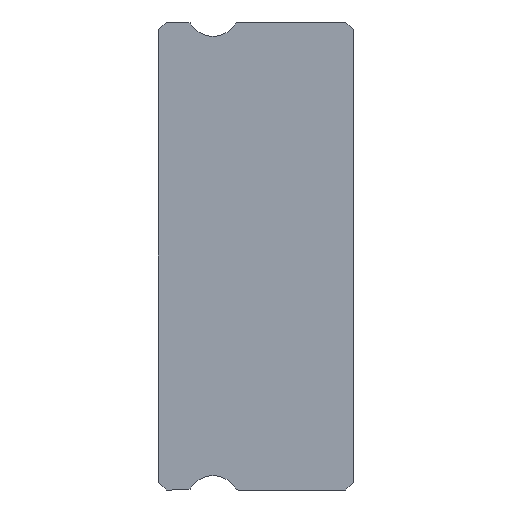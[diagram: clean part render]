
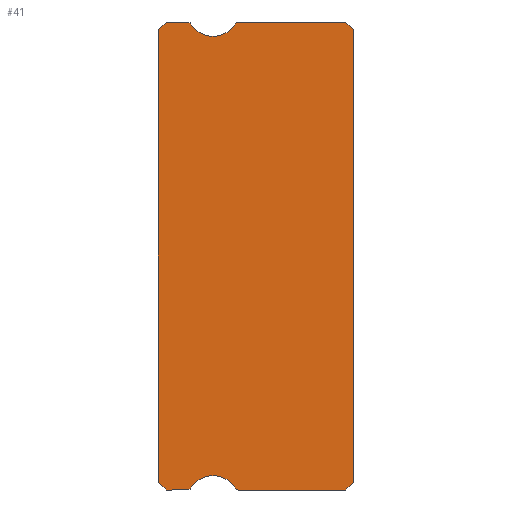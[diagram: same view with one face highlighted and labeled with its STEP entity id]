
A CAD part, left-side view. The second image highlights one B-rep face of the part: STEP entity #41.
In plain terms, the highlighted planar face has unit normal (-1, 0, 0).
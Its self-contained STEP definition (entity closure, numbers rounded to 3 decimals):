
#4 = CARTESIAN_POINT ( 'NONE',  ( -15., 5.4, -9.45 ) ) ;
#8 = DIRECTION ( 'NONE',  ( 0., 0., -1. ) ) ;
#28 = CARTESIAN_POINT ( 'NONE',  ( -15., 7.5, 8.7 ) ) ;
#41 = ADVANCED_FACE ( 'NONE', ( #1330 ), #660, .F. ) ;
#46 = LINE ( 'NONE', #698, #787 ) ;
#47 = ORIENTED_EDGE ( 'NONE', *, *, #349, .F. ) ;
#74 = DIRECTION ( 'NONE',  ( 0., -0.707, -0.707 ) ) ;
#88 = ORIENTED_EDGE ( 'NONE', *, *, #777, .T. ) ;
#89 = CARTESIAN_POINT ( 'NONE',  ( -15., 7.2, -9. ) ) ;
#90 = LINE ( 'NONE', #430, #1398 ) ;
#97 = CARTESIAN_POINT ( 'NONE',  ( -15., 6.381, 9. ) ) ;
#106 = CARTESIAN_POINT ( 'NONE',  ( -15., 5.4, 8.45 ) ) ;
#120 = CARTESIAN_POINT ( 'NONE',  ( -15., 0.3, -9. ) ) ;
#134 = DIRECTION ( 'NONE',  ( -1., 0., 0. ) ) ;
#137 = EDGE_CURVE ( 'NONE', #1261, #1146, #1370, .T. ) ;
#163 = CARTESIAN_POINT ( 'NONE',  ( -15., 0., 8.7 ) ) ;
#165 = EDGE_CURVE ( 'NONE', #649, #272, #786, .T. ) ;
#191 = LINE ( 'NONE', #200, #225 ) ;
#200 = CARTESIAN_POINT ( 'NONE',  ( -15., 6.381, -9. ) ) ;
#213 = VERTEX_POINT ( 'NONE', #1332 ) ;
#219 = ORIENTED_EDGE ( 'NONE', *, *, #487, .F. ) ;
#225 = VECTOR ( 'NONE', #528, 1000. ) ;
#226 = ORIENTED_EDGE ( 'NONE', *, *, #237, .F. ) ;
#229 = LINE ( 'NONE', #1001, #647 ) ;
#235 = CARTESIAN_POINT ( 'NONE',  ( -15., 6.253, 8.928 ) ) ;
#237 = EDGE_CURVE ( 'NONE', #320, #506, #385, .T. ) ;
#252 = LINE ( 'NONE', #679, #1158 ) ;
#272 = VERTEX_POINT ( 'NONE', #28 ) ;
#277 = DIRECTION ( 'NONE',  ( 0., 0., -1. ) ) ;
#307 = CARTESIAN_POINT ( 'NONE',  ( -15., 0., 8.7 ) ) ;
#311 = VECTOR ( 'NONE', #1291, 1000. ) ;
#315 = CARTESIAN_POINT ( 'NONE',  ( -15., 4.547, 8.928 ) ) ;
#320 = VERTEX_POINT ( 'NONE', #947 ) ;
#321 = CARTESIAN_POINT ( 'NONE',  ( -15., 7.2, 9. ) ) ;
#324 = ORIENTED_EDGE ( 'NONE', *, *, #137, .F. ) ;
#330 = LINE ( 'NONE', #307, #836 ) ;
#332 = ORIENTED_EDGE ( 'NONE', *, *, #958, .F. ) ;
#333 = CARTESIAN_POINT ( 'NONE',  ( -15., 6.381, -8.85 ) ) ;
#349 = EDGE_CURVE ( 'NONE', #480, #1190, #46, .T. ) ;
#363 = CIRCLE ( 'NONE', #672, 0.15 ) ;
#385 = CIRCLE ( 'NONE', #1394, 0.15 ) ;
#388 = VERTEX_POINT ( 'NONE', #1223 ) ;
#390 = CIRCLE ( 'NONE', #492, 0.15 ) ;
#421 = CARTESIAN_POINT ( 'NONE',  ( -15., 6.381, -9. ) ) ;
#430 = CARTESIAN_POINT ( 'NONE',  ( -15., 0.3, 9. ) ) ;
#453 = DIRECTION ( 'NONE',  ( 1., 0., 0. ) ) ;
#459 = CARTESIAN_POINT ( 'NONE',  ( -15., 7.5, 8.85 ) ) ;
#461 = CARTESIAN_POINT ( 'NONE',  ( -15., 7.5, -8.7 ) ) ;
#474 = CARTESIAN_POINT ( 'NONE',  ( -15., 5.4, 9.45 ) ) ;
#480 = VERTEX_POINT ( 'NONE', #1150 ) ;
#487 = EDGE_CURVE ( 'NONE', #503, #1176, #252, .T. ) ;
#492 = AXIS2_PLACEMENT_3D ( 'NONE', #1009, #796, #1238 ) ;
#501 = DIRECTION ( 'NONE',  ( 0., 1., 0. ) ) ;
#503 = VERTEX_POINT ( 'NONE', #930 ) ;
#506 = VERTEX_POINT ( 'NONE', #819 ) ;
#528 = DIRECTION ( 'NONE',  ( 0., -1., 0. ) ) ;
#530 = CIRCLE ( 'NONE', #715, 1. ) ;
#543 = CARTESIAN_POINT ( 'NONE',  ( -15., 6.381, 8.85 ) ) ;
#563 = VECTOR ( 'NONE', #501, 1000. ) ;
#566 = DIRECTION ( 'NONE',  ( -1., 0., 0. ) ) ;
#593 = ORIENTED_EDGE ( 'NONE', *, *, #1293, .F. ) ;
#594 = DIRECTION ( 'NONE',  ( 0., 0.707, -0.707 ) ) ;
#605 = DIRECTION ( 'NONE',  ( 0., -1., 0. ) ) ;
#615 = DIRECTION ( 'NONE',  ( 0., 0., -1. ) ) ;
#647 = VECTOR ( 'NONE', #912, 1000. ) ;
#648 = AXIS2_PLACEMENT_3D ( 'NONE', #474, #566, #1111 ) ;
#649 = VERTEX_POINT ( 'NONE', #461 ) ;
#660 = PLANE ( 'NONE',  #1276 ) ;
#661 = ORIENTED_EDGE ( 'NONE', *, *, #1119, .F. ) ;
#672 = AXIS2_PLACEMENT_3D ( 'NONE', #1422, #865, #277 ) ;
#679 = CARTESIAN_POINT ( 'NONE',  ( -15., 6.381, 9. ) ) ;
#684 = CARTESIAN_POINT ( 'NONE',  ( -15., 7.2, -9. ) ) ;
#695 = CIRCLE ( 'NONE', #971, 1. ) ;
#698 = CARTESIAN_POINT ( 'NONE',  ( -15., 0., -8.7 ) ) ;
#715 = AXIS2_PLACEMENT_3D ( 'NONE', #951, #730, #615 ) ;
#716 = LINE ( 'NONE', #421, #563 ) ;
#723 = LINE ( 'NONE', #89, #1184 ) ;
#730 = DIRECTION ( 'NONE',  ( -1., 0., 0. ) ) ;
#732 = EDGE_CURVE ( 'NONE', #388, #213, #830, .T. ) ;
#743 = EDGE_CURVE ( 'NONE', #1140, #1175, #229, .T. ) ;
#765 = VERTEX_POINT ( 'NONE', #163 ) ;
#777 = EDGE_CURVE ( 'NONE', #1175, #272, #1165, .T. ) ;
#786 = LINE ( 'NONE', #459, #833 ) ;
#787 = VECTOR ( 'NONE', #594, 1000. ) ;
#796 = DIRECTION ( 'NONE',  ( 1., 0., 0. ) ) ;
#819 = CARTESIAN_POINT ( 'NONE',  ( -15., 6.381, -9. ) ) ;
#830 = CIRCLE ( 'NONE', #1013, 0.15 ) ;
#833 = VECTOR ( 'NONE', #1104, 1000. ) ;
#836 = VECTOR ( 'NONE', #1208, 1000. ) ;
#865 = DIRECTION ( 'NONE',  ( 1., 0., 0. ) ) ;
#912 = DIRECTION ( 'NONE',  ( 0., 1., 0. ) ) ;
#913 = DIRECTION ( 'NONE',  ( 0., 0., -1. ) ) ;
#930 = CARTESIAN_POINT ( 'NONE',  ( -15., 4.419, 9. ) ) ;
#941 = ORIENTED_EDGE ( 'NONE', *, *, #1427, .F. ) ;
#947 = CARTESIAN_POINT ( 'NONE',  ( -15., 6.253, -8.928 ) ) ;
#951 = CARTESIAN_POINT ( 'NONE',  ( -15., 5.4, 9.45 ) ) ;
#956 = ORIENTED_EDGE ( 'NONE', *, *, #1122, .T. ) ;
#958 = EDGE_CURVE ( 'NONE', #1146, #1027, #530, .T. ) ;
#959 = ORIENTED_EDGE ( 'NONE', *, *, #1410, .T. ) ;
#971 = AXIS2_PLACEMENT_3D ( 'NONE', #4, #134, #913 ) ;
#1001 = CARTESIAN_POINT ( 'NONE',  ( -15., 7.2, 9. ) ) ;
#1009 = CARTESIAN_POINT ( 'NONE',  ( -15., 6.381, 8.85 ) ) ;
#1013 = AXIS2_PLACEMENT_3D ( 'NONE', #1113, #453, #8 ) ;
#1014 = DIRECTION ( 'NONE',  ( 0., 0., -1. ) ) ;
#1027 = VERTEX_POINT ( 'NONE', #315 ) ;
#1076 = DIRECTION ( 'NONE',  ( 0., 0., -1. ) ) ;
#1085 = ORIENTED_EDGE ( 'NONE', *, *, #1403, .F. ) ;
#1101 = DIRECTION ( 'NONE',  ( 1., 0., 0. ) ) ;
#1104 = DIRECTION ( 'NONE',  ( 0., 0., 1. ) ) ;
#1111 = DIRECTION ( 'NONE',  ( 0., 0., -1. ) ) ;
#1113 = CARTESIAN_POINT ( 'NONE',  ( -15., 4.419, -8.85 ) ) ;
#1119 = EDGE_CURVE ( 'NONE', #1176, #765, #90, .T. ) ;
#1122 = EDGE_CURVE ( 'NONE', #480, #765, #330, .T. ) ;
#1128 = EDGE_CURVE ( 'NONE', #1275, #506, #191, .T. ) ;
#1139 = ORIENTED_EDGE ( 'NONE', *, *, #1216, .F. ) ;
#1140 = VERTEX_POINT ( 'NONE', #97 ) ;
#1146 = VERTEX_POINT ( 'NONE', #106 ) ;
#1150 = CARTESIAN_POINT ( 'NONE',  ( -15., 0., -8.7 ) ) ;
#1154 = ORIENTED_EDGE ( 'NONE', *, *, #165, .F. ) ;
#1158 = VECTOR ( 'NONE', #605, 1000. ) ;
#1165 = LINE ( 'NONE', #1373, #311 ) ;
#1175 = VERTEX_POINT ( 'NONE', #321 ) ;
#1176 = VERTEX_POINT ( 'NONE', #1415 ) ;
#1184 = VECTOR ( 'NONE', #74, 1000. ) ;
#1190 = VERTEX_POINT ( 'NONE', #120 ) ;
#1193 = DIRECTION ( 'NONE',  ( 0., -0.707, -0.707 ) ) ;
#1208 = DIRECTION ( 'NONE',  ( 0., 0., 1. ) ) ;
#1216 = EDGE_CURVE ( 'NONE', #1140, #1261, #390, .T. ) ;
#1223 = CARTESIAN_POINT ( 'NONE',  ( -15., 4.419, -9. ) ) ;
#1238 = DIRECTION ( 'NONE',  ( 0., 0., -1. ) ) ;
#1261 = VERTEX_POINT ( 'NONE', #235 ) ;
#1275 = VERTEX_POINT ( 'NONE', #684 ) ;
#1276 = AXIS2_PLACEMENT_3D ( 'NONE', #543, #1101, #1076 ) ;
#1291 = DIRECTION ( 'NONE',  ( 0., 0.707, -0.707 ) ) ;
#1292 = ORIENTED_EDGE ( 'NONE', *, *, #1128, .T. ) ;
#1293 = EDGE_CURVE ( 'NONE', #213, #320, #695, .T. ) ;
#1330 = FACE_OUTER_BOUND ( 'NONE', #1393, .T. ) ;
#1332 = CARTESIAN_POINT ( 'NONE',  ( -15., 4.547, -8.928 ) ) ;
#1355 = ORIENTED_EDGE ( 'NONE', *, *, #732, .F. ) ;
#1356 = DIRECTION ( 'NONE',  ( 1., 0., 0. ) ) ;
#1367 = ORIENTED_EDGE ( 'NONE', *, *, #743, .T. ) ;
#1370 = CIRCLE ( 'NONE', #648, 1. ) ;
#1373 = CARTESIAN_POINT ( 'NONE',  ( -15., 7.5, 8.7 ) ) ;
#1393 = EDGE_LOOP ( 'NONE', ( #1154, #959, #1292, #226, #593, #1355, #941, #47, #956, #661, #219, #1085, #332, #324, #1139, #1367, #88 ) ) ;
#1394 = AXIS2_PLACEMENT_3D ( 'NONE', #333, #1356, #1014 ) ;
#1398 = VECTOR ( 'NONE', #1193, 1000. ) ;
#1403 = EDGE_CURVE ( 'NONE', #1027, #503, #363, .T. ) ;
#1410 = EDGE_CURVE ( 'NONE', #649, #1275, #723, .T. ) ;
#1415 = CARTESIAN_POINT ( 'NONE',  ( -15., 0.3, 9. ) ) ;
#1422 = CARTESIAN_POINT ( 'NONE',  ( -15., 4.419, 8.85 ) ) ;
#1427 = EDGE_CURVE ( 'NONE', #1190, #388, #716, .T. ) ;
